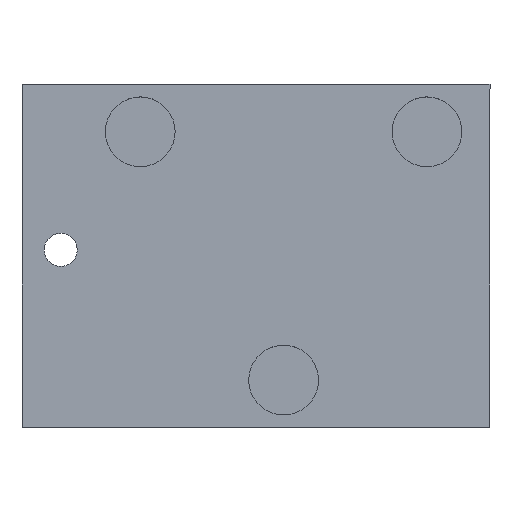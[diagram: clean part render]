
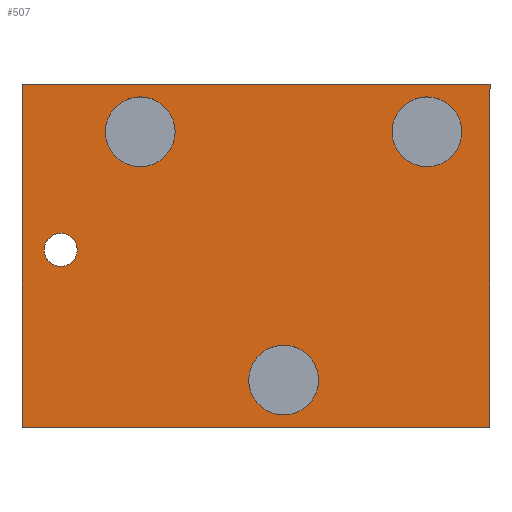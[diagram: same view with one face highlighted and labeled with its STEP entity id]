
A CAD part, top view. The second image highlights one B-rep face of the part: STEP entity #507.
In plain terms, the highlighted planar face has unit normal (0, 0, 1).
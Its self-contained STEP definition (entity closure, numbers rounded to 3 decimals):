
#16=FACE_BOUND('',#98,.T.);
#17=FACE_BOUND('',#99,.T.);
#18=FACE_BOUND('',#100,.T.);
#19=FACE_BOUND('',#101,.T.);
#40=PLANE('',#575);
#68=FACE_OUTER_BOUND('',#97,.T.);
#97=EDGE_LOOP('',(#465,#466,#467,#468));
#98=EDGE_LOOP('',(#469));
#99=EDGE_LOOP('',(#470));
#100=EDGE_LOOP('',(#471));
#101=EDGE_LOOP('',(#472));
#111=CIRCLE('',#546,1.4);
#119=CIRCLE('',#566,2.95);
#120=CIRCLE('',#568,2.95);
#121=CIRCLE('',#570,2.95);
#163=LINE('',#853,#212);
#166=LINE('',#858,#215);
#168=LINE('',#862,#217);
#170=LINE('',#865,#219);
#212=VECTOR('',#707,10.);
#215=VECTOR('',#712,10.);
#217=VECTOR('',#716,10.);
#219=VECTOR('',#720,10.);
#243=VERTEX_POINT('',#790);
#259=VERTEX_POINT('',#839);
#260=VERTEX_POINT('',#843);
#261=VERTEX_POINT('',#847);
#262=VERTEX_POINT('',#851);
#263=VERTEX_POINT('',#852);
#264=VERTEX_POINT('',#857);
#265=VERTEX_POINT('',#861);
#299=EDGE_CURVE('',#243,#243,#111,.T.);
#321=EDGE_CURVE('',#259,#259,#119,.T.);
#323=EDGE_CURVE('',#260,#260,#120,.T.);
#325=EDGE_CURVE('',#261,#261,#121,.T.);
#327=EDGE_CURVE('',#262,#263,#163,.T.);
#330=EDGE_CURVE('',#264,#262,#166,.T.);
#332=EDGE_CURVE('',#265,#264,#168,.T.);
#334=EDGE_CURVE('',#263,#265,#170,.T.);
#465=ORIENTED_EDGE('',*,*,#334,.F.);
#466=ORIENTED_EDGE('',*,*,#327,.F.);
#467=ORIENTED_EDGE('',*,*,#330,.F.);
#468=ORIENTED_EDGE('',*,*,#332,.F.);
#469=ORIENTED_EDGE('',*,*,#299,.T.);
#470=ORIENTED_EDGE('',*,*,#321,.T.);
#471=ORIENTED_EDGE('',*,*,#323,.T.);
#472=ORIENTED_EDGE('',*,*,#325,.T.);
#507=ADVANCED_FACE('',(#68,#16,#17,#18,#19),#40,.T.);
#546=AXIS2_PLACEMENT_3D('',#792,#640,#641);
#566=AXIS2_PLACEMENT_3D('',#840,#692,#693);
#568=AXIS2_PLACEMENT_3D('',#844,#697,#698);
#570=AXIS2_PLACEMENT_3D('',#848,#702,#703);
#575=AXIS2_PLACEMENT_3D('',#866,#721,#722);
#640=DIRECTION('center_axis',(0.,0.,
-1.));
#641=DIRECTION('ref_axis',(1.,0.,0.));
#692=DIRECTION('center_axis',(0.,0.,
-1.));
#693=DIRECTION('ref_axis',(0.,-1.,0.));
#697=DIRECTION('center_axis',(0.,0.,
-1.));
#698=DIRECTION('ref_axis',(0.,-1.,0.));
#702=DIRECTION('center_axis',(0.,0.,
-1.));
#703=DIRECTION('ref_axis',(0.,-1.,0.));
#707=DIRECTION('',(1.,0.,0.));
#712=DIRECTION('',(0.,1.,0.));
#716=DIRECTION('',(-1.,0.,0.));
#720=DIRECTION('',(0.,-1.,0.));
#721=DIRECTION('center_axis',(0.,0.,
1.));
#722=DIRECTION('ref_axis',(1.,0.,0.));
#790=CARTESIAN_POINT('',(1.761,153.91,6.448));
#792=CARTESIAN_POINT('Origin',(3.161,153.91,6.448));
#839=CARTESIAN_POINT('',(9.89,166.842,6.448));
#840=CARTESIAN_POINT('Origin',(9.89,163.892,6.448));
#843=CARTESIAN_POINT('',(34.138,166.842,6.448));
#844=CARTESIAN_POINT('Origin',(34.138,163.892,6.448));
#847=CARTESIAN_POINT('',(22.014,145.842,6.448));
#848=CARTESIAN_POINT('Origin',(22.014,142.892,6.448));
#851=CARTESIAN_POINT('',(-0.11,167.892,6.448));
#852=CARTESIAN_POINT('',(39.471,167.892,6.448));
#853=CARTESIAN_POINT('',(-0.11,167.892,6.448));
#857=CARTESIAN_POINT('',(-0.11,138.892,6.448));
#858=CARTESIAN_POINT('',(-0.11,138.892,6.448));
#861=CARTESIAN_POINT('',(39.471,138.892,6.448));
#862=CARTESIAN_POINT('',(39.471,138.892,6.448));
#865=CARTESIAN_POINT('',(39.471,167.892,6.448));
#866=CARTESIAN_POINT('Origin',(19.68,153.392,6.448));
